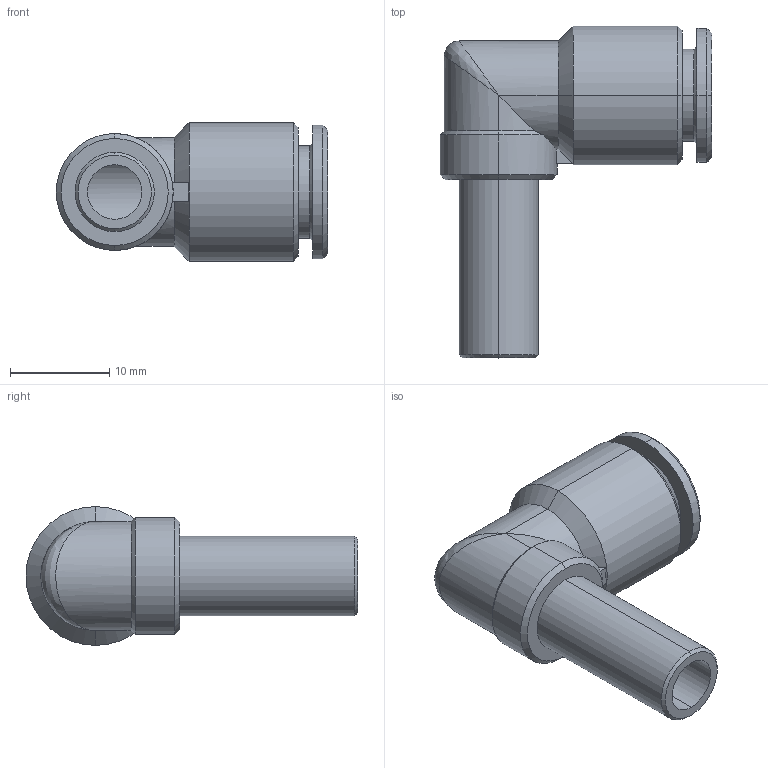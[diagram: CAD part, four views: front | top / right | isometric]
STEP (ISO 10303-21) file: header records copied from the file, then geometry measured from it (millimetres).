
FILE_DESCRIPTION (( 'STEP AP203' ), '1' );
FILE_NAME ('B0390040.STEP', '2011-04-29T13:42:43', ( 'Flavio' ), ( '' ), 'SwSTEP 2.0', 'SolidWorks 2009', '' );
FILE_SCHEMA (( 'CONFIG_CONTROL_DESIGN' ));
Length unit declared in the file: millimetre
Products named in the file (1): B0390040
Bounding box: 27.4 x 33.5 x 14 mm (x, y, z)
Volume: 2677.1 mm3; surface area: 3042.2 mm2
Topology: 1 solids, 1 shells, 62 faces, 142 edges, 82 vertices
Faces by surface type: cylinder 25, plane 18, cone 17, bspline 2
Entity records: 2568 total; most frequent: CARTESIAN_POINT 1111, DIRECTION 304, ORIENTED_EDGE 276, EDGE_CURVE 138, AXIS2_PLACEMENT_3D 119, VERTEX_POINT 82, EDGE_LOOP 68, VECTOR 66
